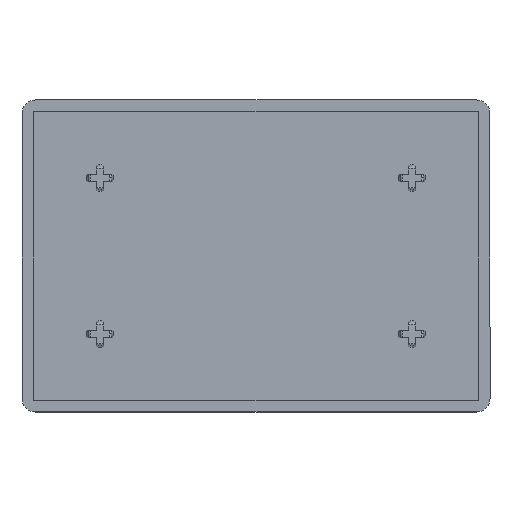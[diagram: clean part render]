
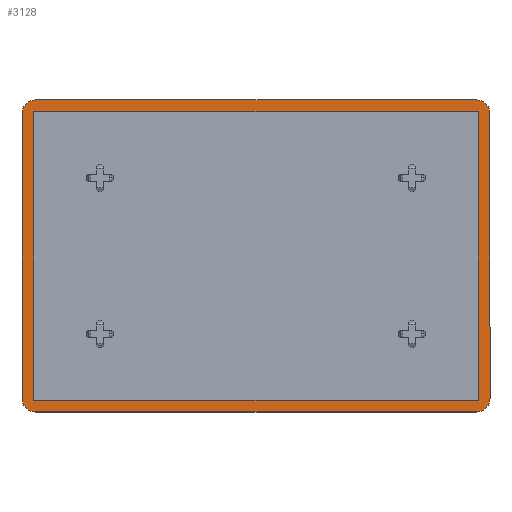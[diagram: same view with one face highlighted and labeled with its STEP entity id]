
A CAD part, top view. The second image highlights one B-rep face of the part: STEP entity #3128.
In plain terms, the highlighted planar face has unit normal (0, 0, 1).
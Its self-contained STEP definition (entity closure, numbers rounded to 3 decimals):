
#15 = VECTOR ( 'NONE', #1494, 1000. ) ;
#59 = DIRECTION ( 'NONE',  ( 0., -1., 0. ) ) ;
#122 = CARTESIAN_POINT ( 'NONE',  ( 100., -40., 4. ) ) ;
#132 = VERTEX_POINT ( 'NONE', #2719 ) ;
#186 = DIRECTION ( 'NONE',  ( 1., 0., 0. ) ) ;
#197 = DIRECTION ( 'NONE',  ( 0., 0., 1. ) ) ;
#235 = CARTESIAN_POINT ( 'NONE',  ( -16.5, 36.5, 4. ) ) ;
#246 = VECTOR ( 'NONE', #3343, 1000. ) ;
#266 = CARTESIAN_POINT ( 'NONE',  ( 97., -37., 4. ) ) ;
#350 = EDGE_CURVE ( 'NONE', #3914, #1362, #2222, .T. ) ;
#385 = EDGE_CURVE ( 'NONE', #1157, #558, #2166, .T. ) ;
#502 = EDGE_LOOP ( 'NONE', ( #2275, #2327, #2366, #2433 ) ) ;
#557 = FACE_OUTER_BOUND ( 'NONE', #3352, .T. ) ;
#558 = VERTEX_POINT ( 'NONE', #3720 ) ;
#568 = VERTEX_POINT ( 'NONE', #3785 ) ;
#601 = DIRECTION ( 'NONE',  ( 0., 0., 1. ) ) ;
#617 = CARTESIAN_POINT ( 'NONE',  ( -20., -36.5, 4. ) ) ;
#661 = EDGE_CURVE ( 'NONE', #568, #1197, #1155, .T. ) ;
#703 = CARTESIAN_POINT ( 'NONE',  ( -20., 40., 4. ) ) ;
#755 = DIRECTION ( 'NONE',  ( -1., 0., 0. ) ) ;
#790 = DIRECTION ( 'NONE',  ( -1., 0., 0. ) ) ;
#797 = CARTESIAN_POINT ( 'NONE',  ( -20., -40., 4. ) ) ;
#819 = VECTOR ( 'NONE', #3313, 1000. ) ;
#831 = AXIS2_PLACEMENT_3D ( 'NONE', #122, #2012, #2913 ) ;
#854 = CIRCLE ( 'NONE', #932, 3.5 ) ;
#855 = CARTESIAN_POINT ( 'NONE',  ( -17., 37., 4. ) ) ;
#912 = LINE ( 'NONE', #3260, #15 ) ;
#927 = CARTESIAN_POINT ( 'NONE',  ( -17., -37., 4. ) ) ;
#932 = AXIS2_PLACEMENT_3D ( 'NONE', #1701, #1435, #1425 ) ;
#980 = VERTEX_POINT ( 'NONE', #927 ) ;
#1006 = ORIENTED_EDGE ( 'NONE', *, *, #1089, .T. ) ;
#1031 = VERTEX_POINT ( 'NONE', #617 ) ;
#1035 = LINE ( 'NONE', #2457, #246 ) ;
#1089 = EDGE_CURVE ( 'NONE', #558, #3472, #2790, .T. ) ;
#1108 = CARTESIAN_POINT ( 'NONE',  ( -16.5, -36.5, 4. ) ) ;
#1121 = VERTEX_POINT ( 'NONE', #266 ) ;
#1133 = VECTOR ( 'NONE', #59, 1000. ) ;
#1155 = LINE ( 'NONE', #3305, #819 ) ;
#1157 = VERTEX_POINT ( 'NONE', #3589 ) ;
#1197 = VERTEX_POINT ( 'NONE', #3614 ) ;
#1216 = CARTESIAN_POINT ( 'NONE',  ( -17., 37., 4. ) ) ;
#1233 = VECTOR ( 'NONE', #1622, 1000. ) ;
#1362 = VERTEX_POINT ( 'NONE', #1216 ) ;
#1410 = DIRECTION ( 'NONE',  ( 1., 0., 0. ) ) ;
#1425 = DIRECTION ( 'NONE',  ( 1., 0., 0. ) ) ;
#1435 = DIRECTION ( 'NONE',  ( 0., 0., 1. ) ) ;
#1466 = ORIENTED_EDGE ( 'NONE', *, *, #661, .T. ) ;
#1487 = AXIS2_PLACEMENT_3D ( 'NONE', #1108, #3172, #1410 ) ;
#1494 = DIRECTION ( 'NONE',  ( 0., 1., 0. ) ) ;
#1555 = EDGE_CURVE ( 'NONE', #1197, #1157, #854, .T. ) ;
#1613 = EDGE_CURVE ( 'NONE', #132, #3624, #3898, .T. ) ;
#1622 = DIRECTION ( 'NONE',  ( 1., 0., 0. ) ) ;
#1662 = ORIENTED_EDGE ( 'NONE', *, *, #2353, .T. ) ;
#1701 = CARTESIAN_POINT ( 'NONE',  ( 96.5, 36.5, 4. ) ) ;
#1749 = ORIENTED_EDGE ( 'NONE', *, *, #3550, .T. ) ;
#1751 = LINE ( 'NONE', #3394, #1233 ) ;
#1888 = EDGE_CURVE ( 'NONE', #1362, #980, #1035, .T. ) ;
#1963 = CARTESIAN_POINT ( 'NONE',  ( -20., 40., 4. ) ) ;
#1975 = CARTESIAN_POINT ( 'NONE',  ( 97., 37., 4. ) ) ;
#1990 = ORIENTED_EDGE ( 'NONE', *, *, #1613, .T. ) ;
#2012 = DIRECTION ( 'NONE',  ( 0., 0., 1. ) ) ;
#2029 = ORIENTED_EDGE ( 'NONE', *, *, #1555, .T. ) ;
#2081 = VECTOR ( 'NONE', #755, 1000. ) ;
#2153 = CIRCLE ( 'NONE', #2479, 3.5 ) ;
#2166 = LINE ( 'NONE', #703, #2081 ) ;
#2169 = VECTOR ( 'NONE', #790, 1000. ) ;
#2222 = LINE ( 'NONE', #855, #2169 ) ;
#2268 = CIRCLE ( 'NONE', #1487, 3.5 ) ;
#2275 = ORIENTED_EDGE ( 'NONE', *, *, #350, .F. ) ;
#2276 = FACE_BOUND ( 'NONE', #502, .T. ) ;
#2327 = ORIENTED_EDGE ( 'NONE', *, *, #3258, .F. ) ;
#2332 = CARTESIAN_POINT ( 'NONE',  ( 96.5, -40., 4. ) ) ;
#2353 = EDGE_CURVE ( 'NONE', #3624, #568, #2153, .T. ) ;
#2366 = ORIENTED_EDGE ( 'NONE', *, *, #2497, .F. ) ;
#2412 = AXIS2_PLACEMENT_3D ( 'NONE', #235, #197, #186 ) ;
#2432 = CARTESIAN_POINT ( 'NONE',  ( 96.5, -36.5, 4. ) ) ;
#2433 = ORIENTED_EDGE ( 'NONE', *, *, #1888, .F. ) ;
#2457 = CARTESIAN_POINT ( 'NONE',  ( -17., 37., 4. ) ) ;
#2479 = AXIS2_PLACEMENT_3D ( 'NONE', #2432, #601, #2741 ) ;
#2497 = EDGE_CURVE ( 'NONE', #980, #1121, #1751, .T. ) ;
#2550 = EDGE_CURVE ( 'NONE', #3472, #1031, #3409, .T. ) ;
#2632 = PLANE ( 'NONE',  #831 ) ;
#2653 = VECTOR ( 'NONE', #3618, 1000. ) ;
#2719 = CARTESIAN_POINT ( 'NONE',  ( -16.5, -40., 4. ) ) ;
#2741 = DIRECTION ( 'NONE',  ( 1., 0., 0. ) ) ;
#2790 = CIRCLE ( 'NONE', #2412, 3.5 ) ;
#2913 = DIRECTION ( 'NONE',  ( 1., 0., 0. ) ) ;
#2935 = ORIENTED_EDGE ( 'NONE', *, *, #2550, .T. ) ;
#3112 = ORIENTED_EDGE ( 'NONE', *, *, #385, .T. ) ;
#3116 = CARTESIAN_POINT ( 'NONE',  ( -20., 36.5, 4. ) ) ;
#3128 = ADVANCED_FACE ( 'NONE', ( #2276, #557 ), #2632, .T. ) ;
#3172 = DIRECTION ( 'NONE',  ( 0., 0., 1. ) ) ;
#3258 = EDGE_CURVE ( 'NONE', #1121, #3914, #912, .T. ) ;
#3260 = CARTESIAN_POINT ( 'NONE',  ( 97., 37., 4. ) ) ;
#3305 = CARTESIAN_POINT ( 'NONE',  ( 100., 40., 4. ) ) ;
#3313 = DIRECTION ( 'NONE',  ( 0., 1., 0. ) ) ;
#3343 = DIRECTION ( 'NONE',  ( 0., -1., 0. ) ) ;
#3352 = EDGE_LOOP ( 'NONE', ( #3112, #1006, #2935, #1749, #1990, #1662, #1466, #2029 ) ) ;
#3394 = CARTESIAN_POINT ( 'NONE',  ( -17., -37., 4. ) ) ;
#3409 = LINE ( 'NONE', #1963, #1133 ) ;
#3472 = VERTEX_POINT ( 'NONE', #3116 ) ;
#3550 = EDGE_CURVE ( 'NONE', #1031, #132, #2268, .T. ) ;
#3589 = CARTESIAN_POINT ( 'NONE',  ( 96.5, 40., 4. ) ) ;
#3614 = CARTESIAN_POINT ( 'NONE',  ( 100., 36.5, 4. ) ) ;
#3618 = DIRECTION ( 'NONE',  ( 1., 0., 0. ) ) ;
#3624 = VERTEX_POINT ( 'NONE', #2332 ) ;
#3720 = CARTESIAN_POINT ( 'NONE',  ( -16.5, 40., 4. ) ) ;
#3785 = CARTESIAN_POINT ( 'NONE',  ( 100., -36.5, 4. ) ) ;
#3898 = LINE ( 'NONE', #797, #2653 ) ;
#3914 = VERTEX_POINT ( 'NONE', #1975 ) ;
